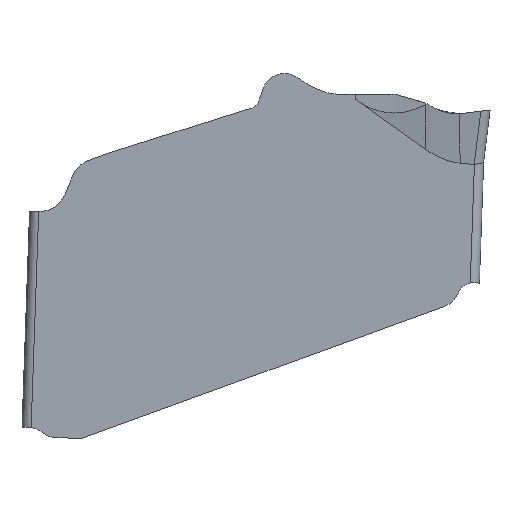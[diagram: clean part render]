
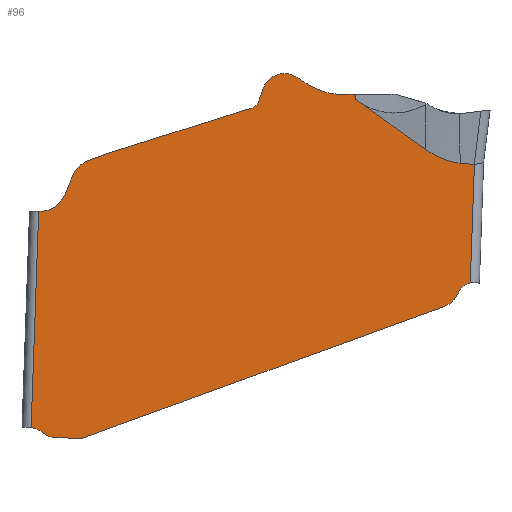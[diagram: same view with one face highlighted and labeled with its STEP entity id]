
A CAD part, left-side view. The second image highlights one B-rep face of the part: STEP entity #96.
In plain terms, the highlighted planar face has unit normal (-1, 0, 0).
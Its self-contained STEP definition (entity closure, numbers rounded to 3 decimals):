
#96=ADVANCED_FACE('',(#193),#163,.T.);
#163=PLANE('',#1741);
#193=FACE_OUTER_BOUND('',#265,.T.);
#265=EDGE_LOOP('',(#399,#400,#401,#402,#403,#404,#405,#406,#407,#408,#409,
#410,#411,#412,#413,#414,#415,#416,#417,#418,#419,#420,#421,#422,#423,#424));
#399=ORIENTED_EDGE('',*,*,#887,.F.);
#400=ORIENTED_EDGE('',*,*,#889,.T.);
#401=ORIENTED_EDGE('',*,*,#890,.F.);
#402=ORIENTED_EDGE('',*,*,#891,.F.);
#403=ORIENTED_EDGE('',*,*,#892,.F.);
#404=ORIENTED_EDGE('',*,*,#893,.F.);
#405=ORIENTED_EDGE('',*,*,#894,.T.);
#406=ORIENTED_EDGE('',*,*,#895,.F.);
#407=ORIENTED_EDGE('',*,*,#896,.T.);
#408=ORIENTED_EDGE('',*,*,#897,.F.);
#409=ORIENTED_EDGE('',*,*,#898,.F.);
#410=ORIENTED_EDGE('',*,*,#899,.T.);
#411=ORIENTED_EDGE('',*,*,#900,.T.);
#412=ORIENTED_EDGE('',*,*,#901,.F.);
#413=ORIENTED_EDGE('',*,*,#902,.T.);
#414=ORIENTED_EDGE('',*,*,#903,.T.);
#415=ORIENTED_EDGE('',*,*,#904,.T.);
#416=ORIENTED_EDGE('',*,*,#905,.T.);
#417=ORIENTED_EDGE('',*,*,#906,.T.);
#418=ORIENTED_EDGE('',*,*,#907,.T.);
#419=ORIENTED_EDGE('',*,*,#908,.F.);
#420=ORIENTED_EDGE('',*,*,#909,.F.);
#421=ORIENTED_EDGE('',*,*,#910,.F.);
#422=ORIENTED_EDGE('',*,*,#911,.F.);
#423=ORIENTED_EDGE('',*,*,#912,.F.);
#424=ORIENTED_EDGE('',*,*,#873,.T.);
#747=VERTEX_POINT('',#2401);
#748=VERTEX_POINT('',#2403);
#756=VERTEX_POINT('',#2467);
#757=VERTEX_POINT('',#2477);
#758=VERTEX_POINT('',#2479);
#759=VERTEX_POINT('',#2485);
#760=VERTEX_POINT('',#2487);
#761=VERTEX_POINT('',#2489);
#762=VERTEX_POINT('',#2491);
#763=VERTEX_POINT('',#2493);
#764=VERTEX_POINT('',#2495);
#765=VERTEX_POINT('',#2497);
#766=VERTEX_POINT('',#2499);
#767=VERTEX_POINT('',#2501);
#768=VERTEX_POINT('',#2503);
#769=VERTEX_POINT('',#2505);
#770=VERTEX_POINT('',#2507);
#771=VERTEX_POINT('',#2509);
#772=VERTEX_POINT('',#2511);
#773=VERTEX_POINT('',#2513);
#774=VERTEX_POINT('',#2515);
#775=VERTEX_POINT('',#2517);
#776=VERTEX_POINT('',#2519);
#777=VERTEX_POINT('',#2521);
#778=VERTEX_POINT('',#2523);
#779=VERTEX_POINT('',#2525);
#873=EDGE_CURVE('',#748,#747,#1149,.T.);
#887=EDGE_CURVE('',#756,#747,#1358,.T.);
#889=EDGE_CURVE('',#756,#757,#1072,.T.);
#890=EDGE_CURVE('',#758,#757,#1359,.T.);
#891=EDGE_CURVE('',#759,#758,#1073,.T.);
#892=EDGE_CURVE('',#760,#759,#1360,.T.);
#893=EDGE_CURVE('',#761,#760,#1361,.T.);
#894=EDGE_CURVE('',#761,#762,#1362,.T.);
#895=EDGE_CURVE('',#763,#762,#1152,.T.);
#896=EDGE_CURVE('',#763,#764,#1153,.T.);
#897=EDGE_CURVE('',#765,#764,#1154,.T.);
#898=EDGE_CURVE('',#766,#765,#1363,.T.);
#899=EDGE_CURVE('',#766,#767,#1155,.T.);
#900=EDGE_CURVE('',#767,#768,#1364,.T.);
#901=EDGE_CURVE('',#769,#768,#1156,.T.);
#902=EDGE_CURVE('',#769,#770,#1365,.T.);
#903=EDGE_CURVE('',#770,#771,#1157,.T.);
#904=EDGE_CURVE('',#771,#772,#1366,.T.);
#905=EDGE_CURVE('',#772,#773,#1158,.T.);
#906=EDGE_CURVE('',#773,#774,#1367,.T.);
#907=EDGE_CURVE('',#774,#775,#1159,.T.);
#908=EDGE_CURVE('',#776,#775,#1160,.T.);
#909=EDGE_CURVE('',#777,#776,#1368,.T.);
#910=EDGE_CURVE('',#778,#777,#1369,.T.);
#911=EDGE_CURVE('',#779,#778,#1161,.T.);
#912=EDGE_CURVE('',#748,#779,#1370,.T.);
#1072=B_SPLINE_CURVE_WITH_KNOTS('',3,(#2472,#2473,#2474,#2475,#2476),
 .UNSPECIFIED.,.F.,.F.,(4,1,4),(0.,0.5,1.),.UNSPECIFIED.);
#1073=B_SPLINE_CURVE_WITH_KNOTS('',3,(#2480,#2481,#2482,#2483,#2484),
 .UNSPECIFIED.,.F.,.F.,(4,1,4),(0.,0.5,1.),.UNSPECIFIED.);
#1149=CIRCLE('',#1723,0.3);
#1152=CIRCLE('',#1731,0.8);
#1153=CIRCLE('',#1732,2.);
#1154=CIRCLE('',#1733,0.495);
#1155=CIRCLE('',#1734,0.25);
#1156=CIRCLE('',#1735,0.5);
#1157=CIRCLE('',#1736,0.6);
#1158=CIRCLE('',#1737,0.6);
#1159=CIRCLE('',#1738,0.5);
#1160=CIRCLE('',#1739,0.5);
#1161=CIRCLE('',#1740,0.5);
#1358=LINE('',#2468,#1476);
#1359=LINE('',#2478,#1477);
#1360=LINE('',#2486,#1478);
#1361=LINE('',#2488,#1479);
#1362=LINE('',#2490,#1480);
#1363=LINE('',#2498,#1481);
#1364=LINE('',#2502,#1482);
#1365=LINE('',#2506,#1483);
#1366=LINE('',#2510,#1484);
#1367=LINE('',#2514,#1485);
#1368=LINE('',#2520,#1486);
#1369=LINE('',#2522,#1487);
#1370=LINE('',#2526,#1488);
#1476=VECTOR('',#1903,1.);
#1477=VECTOR('',#1910,1.);
#1478=VECTOR('',#1911,1.);
#1479=VECTOR('',#1912,1.);
#1480=VECTOR('',#1913,1.);
#1481=VECTOR('',#1920,1.);
#1482=VECTOR('',#1923,1.);
#1483=VECTOR('',#1926,1.);
#1484=VECTOR('',#1929,1.);
#1485=VECTOR('',#1932,1.);
#1486=VECTOR('',#1937,1.);
#1487=VECTOR('',#1938,1.);
#1488=VECTOR('',#1941,1.);
#1723=AXIS2_PLACEMENT_3D('',#2402,#1886,#1887);
#1731=AXIS2_PLACEMENT_3D('',#2492,#1914,#1915);
#1732=AXIS2_PLACEMENT_3D('',#2494,#1916,#1917);
#1733=AXIS2_PLACEMENT_3D('',#2496,#1918,#1919);
#1734=AXIS2_PLACEMENT_3D('',#2500,#1921,#1922);
#1735=AXIS2_PLACEMENT_3D('',#2504,#1924,#1925);
#1736=AXIS2_PLACEMENT_3D('',#2508,#1927,#1928);
#1737=AXIS2_PLACEMENT_3D('',#2512,#1930,#1931);
#1738=AXIS2_PLACEMENT_3D('',#2516,#1933,#1934);
#1739=AXIS2_PLACEMENT_3D('',#2518,#1935,#1936);
#1740=AXIS2_PLACEMENT_3D('',#2524,#1939,#1940);
#1741=AXIS2_PLACEMENT_3D('',#2527,#1942,#1943);
#1886=DIRECTION('',(1.,0.,0.));
#1887=DIRECTION('',(0.,0.866,0.5));
#1903=DIRECTION('',(0.,0.035,-0.999));
#1910=DIRECTION('',(0.,-0.996,-0.092));
#1911=DIRECTION('',(0.,-0.815,-0.579));
#1912=DIRECTION('',(0.,0.035,-0.999));
#1913=DIRECTION('',(0.,1.,0.));
#1914=DIRECTION('',(-1.,0.,0.));
#1915=DIRECTION('',(0.,0.286,-0.958));
#1916=DIRECTION('',(1.,0.,0.));
#1917=DIRECTION('',(0.,0.286,-0.958));
#1918=DIRECTION('',(1.,0.,0.));
#1919=DIRECTION('',(0.,0.94,0.342));
#1920=DIRECTION('',(0.,-0.342,0.94));
#1921=DIRECTION('',(1.,0.,0.));
#1922=DIRECTION('',(0.,-0.94,-0.342));
#1923=DIRECTION('',(0.,0.954,-0.301));
#1924=DIRECTION('',(1.,0.,0.));
#1925=DIRECTION('',(0.,0.342,0.94));
#1926=DIRECTION('',(0.,0.94,-0.342));
#1927=DIRECTION('',(-1.,0.,0.));
#1928=DIRECTION('',(0.,0.342,0.94));
#1929=DIRECTION('',(0.,0.375,-0.927));
#1930=DIRECTION('',(1.,0.,0.));
#1931=DIRECTION('',(0.,-0.927,-0.375));
#1932=DIRECTION('',(0.,0.035,-0.999));
#1933=DIRECTION('',(1.,0.,0.));
#1934=DIRECTION('',(0.,-0.135,0.991));
#1935=DIRECTION('',(1.,0.,0.));
#1936=DIRECTION('',(0.,0.035,-0.999));
#1937=DIRECTION('',(0.,0.999,0.035));
#1938=DIRECTION('',(0.,0.94,-0.342));
#1939=DIRECTION('',(1.,0.,0.));
#1940=DIRECTION('',(0.,-0.866,-0.5));
#1941=DIRECTION('',(0.,0.5,-0.866));
#1942=DIRECTION('',(-1.,0.,0.));
#1943=DIRECTION('',(0.,0.999,0.035));
#2401=CARTESIAN_POINT('',(-1.05,0.432,-3.786));
#2402=CARTESIAN_POINT('',(-1.05,0.393,-4.084));
#2403=CARTESIAN_POINT('',(-1.05,0.653,-3.934));
#2467=CARTESIAN_POINT('',(-1.05,0.342,-1.192));
#2468=CARTESIAN_POINT('',(-1.05,0.342,-1.192));
#2472=CARTESIAN_POINT('',(-1.05,0.342,-1.192));
#2473=CARTESIAN_POINT('',(-1.05,0.342,-1.192));
#2474=CARTESIAN_POINT('',(-1.05,0.344,-1.192));
#2475=CARTESIAN_POINT('',(-1.05,0.345,-1.192));
#2476=CARTESIAN_POINT('',(-1.05,0.346,-1.192));
#2477=CARTESIAN_POINT('',(-1.05,0.346,-1.192));
#2478=CARTESIAN_POINT('',(-1.05,0.656,-1.164));
#2479=CARTESIAN_POINT('',(-1.05,0.656,-1.164));
#2480=CARTESIAN_POINT('',(-1.05,1.41,-0.861));
#2481=CARTESIAN_POINT('',(-1.05,1.296,-0.942));
#2482=CARTESIAN_POINT('',(-1.05,1.058,-1.079));
#2483=CARTESIAN_POINT('',(-1.05,0.795,-1.151));
#2484=CARTESIAN_POINT('',(-1.05,0.656,-1.164));
#2485=CARTESIAN_POINT('',(-1.05,1.41,-0.861));
#2486=CARTESIAN_POINT('',(-1.05,2.956,0.236));
#2487=CARTESIAN_POINT('',(-1.05,2.956,0.236));
#2488=CARTESIAN_POINT('',(-1.05,2.952,0.35));
#2489=CARTESIAN_POINT('',(-1.05,2.952,0.35));
#2490=CARTESIAN_POINT('',(-1.05,2.952,0.35));
#2491=CARTESIAN_POINT('',(-1.05,3.343,0.35));
#2492=CARTESIAN_POINT('',(-1.05,3.343,1.15));
#2493=CARTESIAN_POINT('',(-1.05,3.571,0.383));
#2494=CARTESIAN_POINT('',(-1.05,3.,2.3));
#2495=CARTESIAN_POINT('',(-1.05,4.201,0.701));
#2496=CARTESIAN_POINT('',(-1.05,4.498,0.305));
#2497=CARTESIAN_POINT('',(-1.05,4.963,0.474));
#2498=CARTESIAN_POINT('',(-1.05,5.064,0.196));
#2499=CARTESIAN_POINT('',(-1.05,5.064,0.196));
#2500=CARTESIAN_POINT('',(-1.05,5.299,0.282));
#2501=CARTESIAN_POINT('',(-1.05,5.224,0.043));
#2502=CARTESIAN_POINT('',(-1.05,5.224,0.043));
#2503=CARTESIAN_POINT('',(-1.05,8.331,-0.936));
#2504=CARTESIAN_POINT('',(-1.05,8.18,-1.413));
#2505=CARTESIAN_POINT('',(-1.05,8.351,-0.943));
#2506=CARTESIAN_POINT('',(-1.05,8.351,-0.943));
#2507=CARTESIAN_POINT('',(-1.05,8.792,-1.104));
#2508=CARTESIAN_POINT('',(-1.05,8.587,-1.667));
#2509=CARTESIAN_POINT('',(-1.05,9.143,-1.443));
#2510=CARTESIAN_POINT('',(-1.05,9.143,-1.443));
#2511=CARTESIAN_POINT('',(-1.05,9.306,-1.847));
#2512=CARTESIAN_POINT('',(-1.05,9.863,-1.622));
#2513=CARTESIAN_POINT('',(-1.05,9.884,-2.222));
#2514=CARTESIAN_POINT('',(-1.05,9.884,-2.222));
#2515=CARTESIAN_POINT('',(-1.05,10.049,-6.956));
#2516=CARTESIAN_POINT('',(-1.05,10.116,-7.451));
#2517=CARTESIAN_POINT('',(-1.05,9.802,-7.062));
#2518=CARTESIAN_POINT('',(-1.05,9.489,-6.673));
#2519=CARTESIAN_POINT('',(-1.05,9.506,-7.173));
#2520=CARTESIAN_POINT('',(-1.05,8.943,-7.192));
#2521=CARTESIAN_POINT('',(-1.05,8.943,-7.192));
#2522=CARTESIAN_POINT('',(-1.05,1.,-4.301));
#2523=CARTESIAN_POINT('',(-1.05,1.,-4.301));
#2524=CARTESIAN_POINT('',(-1.05,1.171,-3.832));
#2525=CARTESIAN_POINT('',(-1.05,0.738,-4.082));
#2526=CARTESIAN_POINT('',(-1.05,0.653,-3.934));
#2527=CARTESIAN_POINT('',(-1.05,9.772,0.966));
